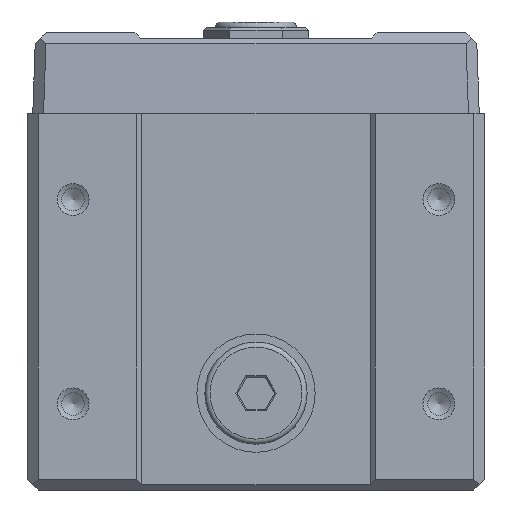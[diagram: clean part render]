
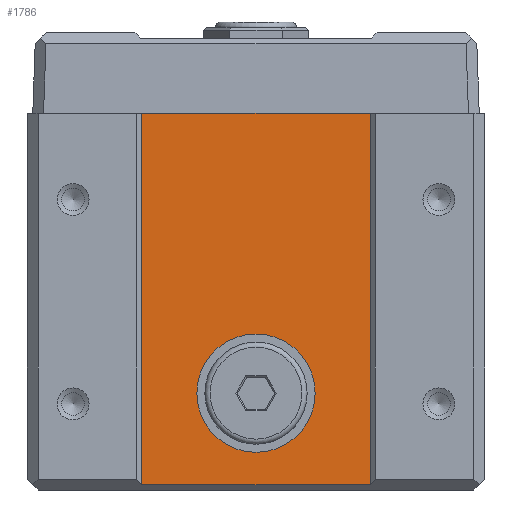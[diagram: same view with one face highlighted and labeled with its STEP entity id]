
A CAD part, front view. The second image highlights one B-rep face of the part: STEP entity #1786.
In plain terms, the highlighted planar face has unit normal (0, -1, 0).
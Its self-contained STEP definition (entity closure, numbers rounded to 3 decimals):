
#1786 = ADVANCED_FACE( '', ( #3964, #3965 ), #3966, .F. );
#3964 = FACE_OUTER_BOUND( '', #6335, .T. );
#3965 = FACE_BOUND( '', #6336, .T. );
#3966 = PLANE( '', #6337 );
#6335 = EDGE_LOOP( '', ( #11094, #11095, #11096, #11097 ) );
#6336 = EDGE_LOOP( '', ( #11098 ) );
#6337 = AXIS2_PLACEMENT_3D( '', #11099, #11100, #11101 );
#11094 = ORIENTED_EDGE( '', *, *, #13979, .F. );
#11095 = ORIENTED_EDGE( '', *, *, #13726, .T. );
#11096 = ORIENTED_EDGE( '', *, *, #13967, .T. );
#11097 = ORIENTED_EDGE( '', *, *, #14011, .F. );
#11098 = ORIENTED_EDGE( '', *, *, #12747, .F. );
#11099 = CARTESIAN_POINT( '', ( -20.2, 1.903, -7.004 ) );
#11100 = DIRECTION( '', ( 0., 1., 0. ) );
#11101 = DIRECTION( '', ( 1., 0., 0. ) );
#12747 = EDGE_CURVE( '', #15166, #15166, #15167, .T. );
#13726 = EDGE_CURVE( '', #16604, #15963, #16605, .T. );
#13967 = EDGE_CURVE( '', #15963, #15856, #16900, .T. );
#13979 = EDGE_CURVE( '', #16604, #16913, #16914, .T. );
#14011 = EDGE_CURVE( '', #16913, #15856, #16949, .T. );
#15166 = VERTEX_POINT( '', #19828 );
#15167 = CIRCLE( '', #19829, 11. );
#15856 = VERTEX_POINT( '', #21842 );
#15963 = VERTEX_POINT( '', #22019 );
#16604 = VERTEX_POINT( '', #23863 );
#16605 = LINE( '', #23864, #23865 );
#16900 = LINE( '', #24810, #24811 );
#16913 = VERTEX_POINT( '', #24826 );
#16914 = LINE( '', #24827, #24828 );
#16949 = LINE( '', #25013, #25014 );
#19828 = CARTESIAN_POINT( '', ( 12., 1.903, 18. ) );
#19829 = AXIS2_PLACEMENT_3D( '', #26048, #26049, #26050 );
#21842 = CARTESIAN_POINT( '', ( -20.2, 1.903, 70. ) );
#22019 = CARTESIAN_POINT( '', ( 22.2, 1.903, 70. ) );
#23863 = CARTESIAN_POINT( '', ( 22.2, 1.903, 1. ) );
#23864 = CARTESIAN_POINT( '', ( 22.2, 1.903, -7.004 ) );
#23865 = VECTOR( '', #27079, 1000. );
#24810 = CARTESIAN_POINT( '', ( 0., 1.903, 70. ) );
#24811 = VECTOR( '', #27262, 1000. );
#24826 = CARTESIAN_POINT( '', ( -20.2, 1.903, 1. ) );
#24827 = CARTESIAN_POINT( '', ( 0., 1.903, 1. ) );
#24828 = VECTOR( '', #27268, 1000. );
#25013 = CARTESIAN_POINT( '', ( -20.2, 1.903, -7.004 ) );
#25014 = VECTOR( '', #27281, 1000. );
#26048 = CARTESIAN_POINT( '', ( 1., 1.903, 18. ) );
#26049 = DIRECTION( '', ( 0., -1., 0. ) );
#26050 = DIRECTION( '', ( 1., 0., 0. ) );
#27079 = DIRECTION( '', ( 0., 0., 1. ) );
#27262 = DIRECTION( '', ( -1., 0., 0. ) );
#27268 = DIRECTION( '', ( -1., 0., 0. ) );
#27281 = DIRECTION( '', ( 0., 0., 1. ) );
